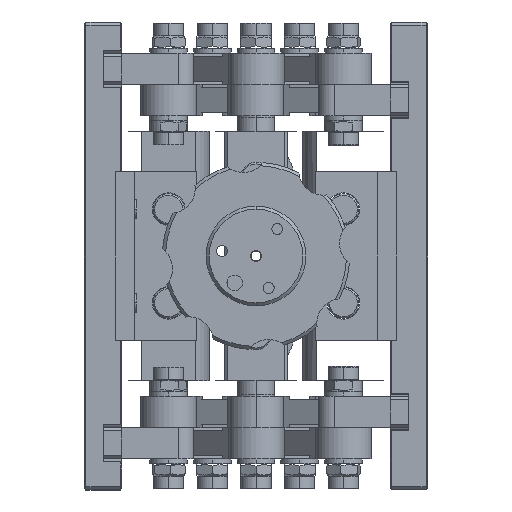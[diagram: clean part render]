
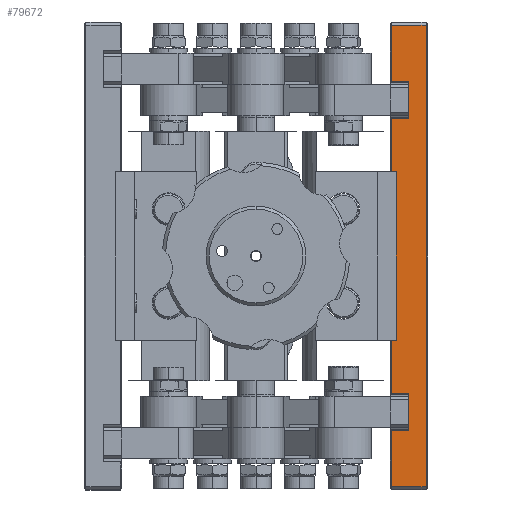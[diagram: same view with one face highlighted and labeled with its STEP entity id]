
A CAD part, left-side view. The second image highlights one B-rep face of the part: STEP entity #79672.
In plain terms, the highlighted planar face has unit normal (1, 0, 0).
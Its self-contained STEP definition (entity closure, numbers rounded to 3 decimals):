
#781 = CARTESIAN_POINT ( 'NONE',  ( -235.714, -45.9, 356. ) ) ;
#914 = LINE ( 'NONE', #16901, #11317 ) ;
#2363 = EDGE_CURVE ( 'NONE', #30451, #48360, #9686, .T. ) ;
#4228 = AXIS2_PLACEMENT_3D ( 'NONE', #103657, #58682, #25418 ) ;
#4510 = ORIENTED_EDGE ( 'NONE', *, *, #104570, .T. ) ;
#4590 = CARTESIAN_POINT ( 'NONE',  ( -235.714, -45.9, 344. ) ) ;
#5075 = ORIENTED_EDGE ( 'NONE', *, *, #67266, .T. ) ;
#5377 = LINE ( 'NONE', #98205, #36802 ) ;
#5981 = DIRECTION ( 'NONE',  ( 0., 0., 1. ) ) ;
#6174 = DIRECTION ( 'NONE',  ( 0., 0., 1. ) ) ;
#7579 = ORIENTED_EDGE ( 'NONE', *, *, #28960, .T. ) ;
#9153 = VECTOR ( 'NONE', #29696, 1000. ) ;
#9686 = LINE ( 'NONE', #27409, #87591 ) ;
#10022 = CARTESIAN_POINT ( 'NONE',  ( -235.714, -56.9, 325. ) ) ;
#10170 = LINE ( 'NONE', #27894, #78268 ) ;
#11129 = LINE ( 'NONE', #55470, #72153 ) ;
#11317 = VECTOR ( 'NONE', #37530, 1000. ) ;
#13153 = VECTOR ( 'NONE', #57101, 1000. ) ;
#13623 = DIRECTION ( 'NONE',  ( 0., 0., 1. ) ) ;
#13842 = LINE ( 'NONE', #75376, #54863 ) ;
#16189 = VERTEX_POINT ( 'NONE', #115188 ) ;
#16901 = CARTESIAN_POINT ( 'NONE',  ( -235.714, -45.9, 325. ) ) ;
#17362 = ORIENTED_EDGE ( 'NONE', *, *, #2363, .T. ) ;
#17385 = DIRECTION ( 'NONE',  ( 0., 0., 1. ) ) ;
#19046 = EDGE_CURVE ( 'NONE', #39660, #35704, #104333, .T. ) ;
#19513 = VECTOR ( 'NONE', #6174, 1000. ) ;
#20412 = CARTESIAN_POINT ( 'NONE',  ( -235.714, -56.9, 474. ) ) ;
#21669 = ORIENTED_EDGE ( 'NONE', *, *, #19046, .T. ) ;
#22496 = CARTESIAN_POINT ( 'NONE',  ( -235.714, -45.9, 325. ) ) ;
#22630 = FACE_OUTER_BOUND ( 'NONE', #36096, .T. ) ;
#23582 = EDGE_CURVE ( 'NONE', #48360, #42570, #99194, .T. ) ;
#24306 = LINE ( 'NONE', #42028, #88646 ) ;
#25418 = DIRECTION ( 'NONE',  ( 0., 0., -1. ) ) ;
#26078 = CARTESIAN_POINT ( 'NONE',  ( -235.714, -51.4, 325. ) ) ;
#26613 = ORIENTED_EDGE ( 'NONE', *, *, #23582, .T. ) ;
#26724 = DIRECTION ( 'NONE',  ( 0., 1., 0. ) ) ;
#26884 = ORIENTED_EDGE ( 'NONE', *, *, #67372, .T. ) ;
#27245 = LINE ( 'NONE', #26078, #37108 ) ;
#27409 = CARTESIAN_POINT ( 'NONE',  ( -235.714, -45.9, 325. ) ) ;
#27894 = CARTESIAN_POINT ( 'NONE',  ( -235.714, -45.4, 456. ) ) ;
#28960 = EDGE_CURVE ( 'NONE', #65485, #107034, #11129, .T. ) ;
#29039 = VERTEX_POINT ( 'NONE', #83250 ) ;
#29696 = DIRECTION ( 'NONE',  ( 0., 1., 0. ) ) ;
#30451 = VERTEX_POINT ( 'NONE', #68721 ) ;
#31683 = ORIENTED_EDGE ( 'NONE', *, *, #52486, .T. ) ;
#35704 = VERTEX_POINT ( 'NONE', #104114 ) ;
#35734 = EDGE_CURVE ( 'NONE', #107034, #63551, #103524, .T. ) ;
#36096 = EDGE_LOOP ( 'NONE', ( #79715, #5075, #101526, #21669, #104118, #17362, #26613, #66165, #110950, #4510, #98744, #31683, #7579, #36151, #26884, #82335 ) ) ;
#36151 = ORIENTED_EDGE ( 'NONE', *, *, #35734, .T. ) ;
#36296 = CARTESIAN_POINT ( 'NONE',  ( -235.714, -45.9, 474. ) ) ;
#36802 = VECTOR ( 'NONE', #5981, 1000. ) ;
#37108 = VECTOR ( 'NONE', #44390, 1000. ) ;
#37530 = DIRECTION ( 'NONE',  ( 0., 0., 1. ) ) ;
#37637 = CARTESIAN_POINT ( 'NONE',  ( -235.714, -45.4, 444. ) ) ;
#38656 = VECTOR ( 'NONE', #64837, 1000. ) ;
#38873 = DIRECTION ( 'NONE',  ( 0., 1., 0. ) ) ;
#39660 = VERTEX_POINT ( 'NONE', #56654 ) ;
#40258 = DIRECTION ( 'NONE',  ( 0., -1., 0. ) ) ;
#40275 = LINE ( 'NONE', #76357, #9153 ) ;
#40870 = CARTESIAN_POINT ( 'NONE',  ( -235.714, -51.4, 344. ) ) ;
#41585 = EDGE_CURVE ( 'NONE', #90893, #39660, #76579, .T. ) ;
#42028 = CARTESIAN_POINT ( 'NONE',  ( -235.714, -45.4, 344. ) ) ;
#42570 = VERTEX_POINT ( 'NONE', #98206 ) ;
#43869 = VERTEX_POINT ( 'NONE', #781 ) ;
#44390 = DIRECTION ( 'NONE',  ( 0., 0., 1. ) ) ;
#44799 = CARTESIAN_POINT ( 'NONE',  ( -235.714, -45.9, 326. ) ) ;
#46820 = EDGE_CURVE ( 'NONE', #35704, #30451, #95507, .T. ) ;
#48214 = CARTESIAN_POINT ( 'NONE',  ( -235.714, -45.4, 373. ) ) ;
#48360 = VERTEX_POINT ( 'NONE', #108957 ) ;
#48388 = EDGE_CURVE ( 'NONE', #29039, #80849, #10170, .T. ) ;
#52486 = EDGE_CURVE ( 'NONE', #105757, #65485, #63819, .T. ) ;
#53635 = VECTOR ( 'NONE', #84287, 1000. ) ;
#54863 = VECTOR ( 'NONE', #103174, 1000. ) ;
#55470 = CARTESIAN_POINT ( 'NONE',  ( -235.714, -45.4, 326. ) ) ;
#56570 = VECTOR ( 'NONE', #107235, 1000. ) ;
#56654 = CARTESIAN_POINT ( 'NONE',  ( -235.714, -47.4, 373. ) ) ;
#57101 = DIRECTION ( 'NONE',  ( 0., -1., 0. ) ) ;
#58682 = DIRECTION ( 'NONE',  ( 1., 0., 0. ) ) ;
#63551 = VERTEX_POINT ( 'NONE', #4590 ) ;
#63819 = LINE ( 'NONE', #10022, #86086 ) ;
#63971 = CARTESIAN_POINT ( 'NONE',  ( -235.714, -45.9, 456. ) ) ;
#64837 = DIRECTION ( 'NONE',  ( 0., -1., 0. ) ) ;
#65485 = VERTEX_POINT ( 'NONE', #70058 ) ;
#66165 = ORIENTED_EDGE ( 'NONE', *, *, #91139, .T. ) ;
#67266 = EDGE_CURVE ( 'NONE', #43869, #90893, #90014, .T. ) ;
#67330 = VECTOR ( 'NONE', #13623, 1000. ) ;
#67372 = EDGE_CURVE ( 'NONE', #63551, #91063, #24306, .T. ) ;
#67550 = PLANE ( 'NONE',  #4228 ) ;
#68721 = CARTESIAN_POINT ( 'NONE',  ( -235.714, -45.9, 427. ) ) ;
#68878 = CARTESIAN_POINT ( 'NONE',  ( -235.714, -45.4, 427. ) ) ;
#70058 = CARTESIAN_POINT ( 'NONE',  ( -235.714, -56.9, 326. ) ) ;
#72153 = VECTOR ( 'NONE', #38873, 1000. ) ;
#75365 = VERTEX_POINT ( 'NONE', #36296 ) ;
#75376 = CARTESIAN_POINT ( 'NONE',  ( -235.714, -45.4, 474. ) ) ;
#76357 = CARTESIAN_POINT ( 'NONE',  ( -235.714, -45.4, 356. ) ) ;
#76579 = LINE ( 'NONE', #48214, #13153 ) ;
#78268 = VECTOR ( 'NONE', #26724, 1000. ) ;
#79672 = ADVANCED_FACE ( 'NONE', ( #22630 ), #67550, .T. ) ;
#79715 = ORIENTED_EDGE ( 'NONE', *, *, #112135, .T. ) ;
#80849 = VERTEX_POINT ( 'NONE', #63971 ) ;
#82335 = ORIENTED_EDGE ( 'NONE', *, *, #94099, .T. ) ;
#83250 = CARTESIAN_POINT ( 'NONE',  ( -235.714, -51.4, 456. ) ) ;
#84287 = DIRECTION ( 'NONE',  ( 0., 1., 0. ) ) ;
#86086 = VECTOR ( 'NONE', #109391, 1000. ) ;
#87591 = VECTOR ( 'NONE', #17385, 1000. ) ;
#88646 = VECTOR ( 'NONE', #40258, 1000. ) ;
#88873 = CARTESIAN_POINT ( 'NONE',  ( -235.714, -45.9, 325. ) ) ;
#90014 = LINE ( 'NONE', #88873, #56570 ) ;
#90893 = VERTEX_POINT ( 'NONE', #111920 ) ;
#91063 = VERTEX_POINT ( 'NONE', #40870 ) ;
#91139 = EDGE_CURVE ( 'NONE', #42570, #29039, #27245, .T. ) ;
#94099 = EDGE_CURVE ( 'NONE', #91063, #16189, #5377, .T. ) ;
#95507 = LINE ( 'NONE', #68878, #53635 ) ;
#98205 = CARTESIAN_POINT ( 'NONE',  ( -235.714, -51.4, 325. ) ) ;
#98206 = CARTESIAN_POINT ( 'NONE',  ( -235.714, -51.4, 444. ) ) ;
#98744 = ORIENTED_EDGE ( 'NONE', *, *, #105869, .T. ) ;
#99194 = LINE ( 'NONE', #37637, #38656 ) ;
#101526 = ORIENTED_EDGE ( 'NONE', *, *, #41585, .T. ) ;
#103174 = DIRECTION ( 'NONE',  ( 0., -1., 0. ) ) ;
#103524 = LINE ( 'NONE', #22496, #67330 ) ;
#103657 = CARTESIAN_POINT ( 'NONE',  ( -235.714, -45.4, 325. ) ) ;
#104114 = CARTESIAN_POINT ( 'NONE',  ( -235.714, -47.4, 427. ) ) ;
#104118 = ORIENTED_EDGE ( 'NONE', *, *, #46820, .T. ) ;
#104333 = LINE ( 'NONE', #106699, #19513 ) ;
#104570 = EDGE_CURVE ( 'NONE', #80849, #75365, #914, .T. ) ;
#105757 = VERTEX_POINT ( 'NONE', #20412 ) ;
#105869 = EDGE_CURVE ( 'NONE', #75365, #105757, #13842, .T. ) ;
#106699 = CARTESIAN_POINT ( 'NONE',  ( -235.714, -47.4, 325. ) ) ;
#107034 = VERTEX_POINT ( 'NONE', #44799 ) ;
#107235 = DIRECTION ( 'NONE',  ( 0., 0., 1. ) ) ;
#108957 = CARTESIAN_POINT ( 'NONE',  ( -235.714, -45.9, 444. ) ) ;
#109391 = DIRECTION ( 'NONE',  ( 0., 0., -1. ) ) ;
#110950 = ORIENTED_EDGE ( 'NONE', *, *, #48388, .T. ) ;
#111920 = CARTESIAN_POINT ( 'NONE',  ( -235.714, -45.9, 373. ) ) ;
#112135 = EDGE_CURVE ( 'NONE', #16189, #43869, #40275, .T. ) ;
#115188 = CARTESIAN_POINT ( 'NONE',  ( -235.714, -51.4, 356. ) ) ;
